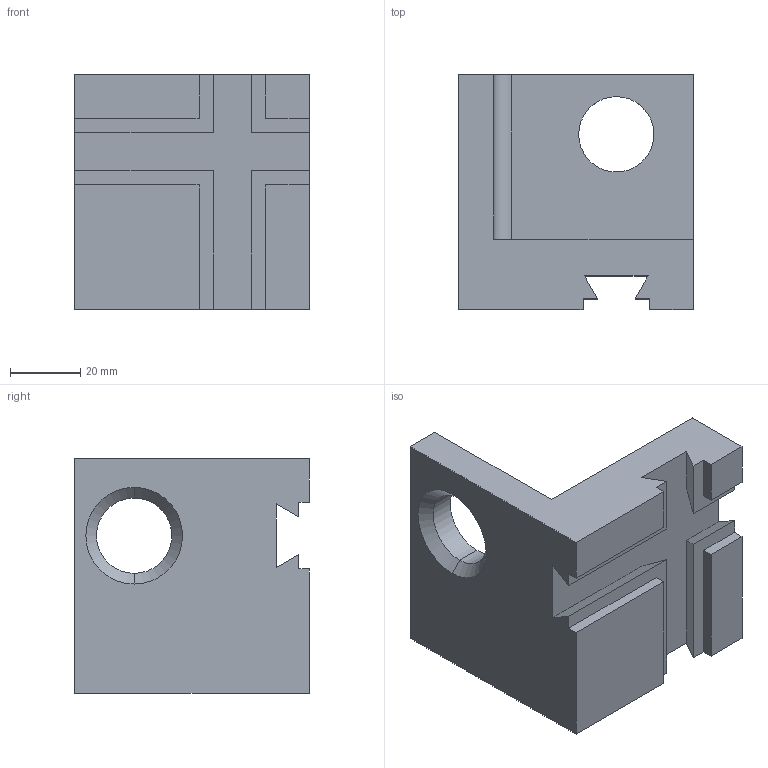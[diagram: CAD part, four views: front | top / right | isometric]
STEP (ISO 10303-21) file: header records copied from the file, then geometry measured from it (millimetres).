
FILE_DESCRIPTION (( 'STEP AP214' ), '1' );
FILE_NAME ('OpenSPIM_SPIM-Chamber_Holder.STEP', '2012-05-25T15:10:23', ( 'huiskenlab' ), ( '' ), 'SwSTEP 2.0', 'SolidWorks 2012', '' );
FILE_SCHEMA (( 'AUTOMOTIVE_DESIGN' ));
Length unit declared in the file: millimetre
Products named in the file (1): OpenSPIM_SPIM-Chamber_Holder
Bounding box: 67 x 67 x 67 mm (x, y, z)
Volume: 122400.8 mm3; surface area: 29017.9 mm2
Topology: 1 solids, 1 shells, 50 faces, 136 edges, 86 vertices
Faces by surface type: plane 33, cylinder 9, cone 8
Entity records: 1572 total; most frequent: CARTESIAN_POINT 269, ORIENTED_EDGE 264, DIRECTION 256, EDGE_CURVE 132, VECTOR 110, LINE 110, VERTEX_POINT 86, AXIS2_PLACEMENT_3D 73
